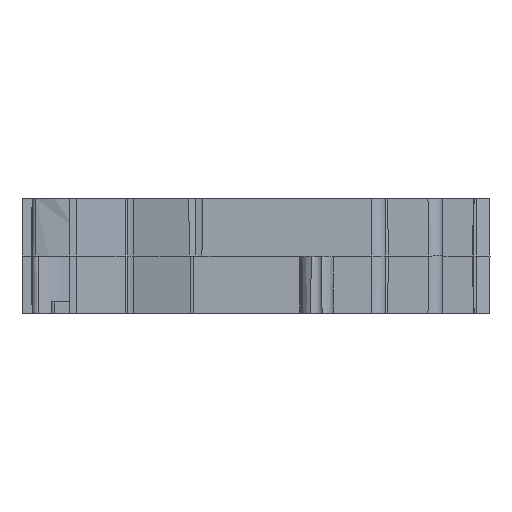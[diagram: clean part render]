
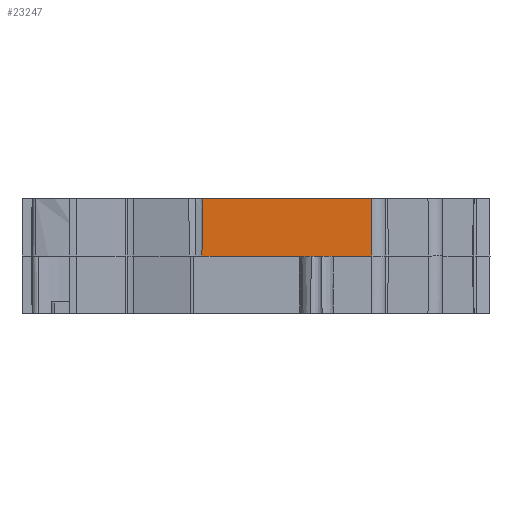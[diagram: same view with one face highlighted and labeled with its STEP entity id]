
A CAD part, left-side view. The second image highlights one B-rep face of the part: STEP entity #23247.
In plain terms, the highlighted planar face has unit normal (-1, 0, 0.009).
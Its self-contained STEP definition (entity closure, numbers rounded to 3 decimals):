
#472 = CARTESIAN_POINT ( 'NONE',  ( -47.2, -23.1, 0. ) ) ;
#834 = LINE ( 'NONE', #7559, #51913 ) ;
#1818 = DIRECTION ( 'NONE',  ( 0., -1., 0. ) ) ;
#3665 = DIRECTION ( 'NONE',  ( -1., 0., 0.009 ) ) ;
#4066 = VECTOR ( 'NONE', #1818, 1000. ) ;
#4911 = CARTESIAN_POINT ( 'NONE',  ( -47.198, -23.102, 0.278 ) ) ;
#6558 = DIRECTION ( 'NONE',  ( 0., -1., 0. ) ) ;
#7559 = CARTESIAN_POINT ( 'NONE',  ( -47.2, -55., 0. ) ) ;
#9542 = DIRECTION ( 'NONE',  ( 0.009, -0.009, 1. ) ) ;
#10429 = CARTESIAN_POINT ( 'NONE',  ( -47.2, -55., 0. ) ) ;
#16216 = ORIENTED_EDGE ( 'NONE', *, *, #53669, .T. ) ;
#16981 = CARTESIAN_POINT ( 'NONE',  ( -47.2, -52.672, 0. ) ) ;
#19928 = DIRECTION ( 'NONE',  ( 0.009, 0., 1. ) ) ;
#23247 = ADVANCED_FACE ( 'NONE', ( #30537 ), #52079, .T. ) ;
#24632 = CARTESIAN_POINT ( 'NONE',  ( -47.113, -52.584, 10. ) ) ;
#27018 = CARTESIAN_POINT ( 'NONE',  ( -47.2, -42., 0. ) ) ;
#27786 = DIRECTION ( 'NONE',  ( 0.009, 0.009, 1. ) ) ;
#29128 = DIRECTION ( 'NONE',  ( 0., -1., 0. ) ) ;
#29520 = ORIENTED_EDGE ( 'NONE', *, *, #52047, .F. ) ;
#30537 = FACE_OUTER_BOUND ( 'NONE', #58925, .T. ) ;
#30880 = CARTESIAN_POINT ( 'NONE',  ( -47.2, -55., 0. ) ) ;
#33371 = VERTEX_POINT ( 'NONE', #27018 ) ;
#34496 = LINE ( 'NONE', #65995, #48933 ) ;
#39096 = CARTESIAN_POINT ( 'NONE',  ( -47.113, -55., 10. ) ) ;
#41011 = VECTOR ( 'NONE', #6558, 1000. ) ;
#41534 = LINE ( 'NONE', #10429, #49903 ) ;
#44820 = VERTEX_POINT ( 'NONE', #69872 ) ;
#45263 = EDGE_CURVE ( 'NONE', #44820, #48523, #55212, .T. ) ;
#46782 = ORIENTED_EDGE ( 'NONE', *, *, #61442, .F. ) ;
#47139 = AXIS2_PLACEMENT_3D ( 'NONE', #30880, #3665, #19928 ) ;
#48523 = VERTEX_POINT ( 'NONE', #16981 ) ;
#48933 = VECTOR ( 'NONE', #27786, 1000. ) ;
#49903 = VECTOR ( 'NONE', #63123, 1000. ) ;
#51260 = CARTESIAN_POINT ( 'NONE',  ( -47.113, -23.187, 10. ) ) ;
#51913 = VECTOR ( 'NONE', #29128, 1000. ) ;
#52047 = EDGE_CURVE ( 'NONE', #65158, #59986, #53326, .T. ) ;
#52079 = PLANE ( 'NONE',  #47139 ) ;
#53326 = LINE ( 'NONE', #4911, #62007 ) ;
#53556 = VERTEX_POINT ( 'NONE', #24632 ) ;
#53669 = EDGE_CURVE ( 'NONE', #65158, #33371, #834, .T. ) ;
#55212 = LINE ( 'NONE', #66218, #4066 ) ;
#56358 = EDGE_CURVE ( 'NONE', #33371, #44820, #41534, .T. ) ;
#57241 = ORIENTED_EDGE ( 'NONE', *, *, #59622, .T. ) ;
#58925 = EDGE_LOOP ( 'NONE', ( #16216, #66790, #64948, #57241, #46782, #29520 ) ) ;
#59607 = LINE ( 'NONE', #39096, #41011 ) ;
#59622 = EDGE_CURVE ( 'NONE', #48523, #53556, #34496, .T. ) ;
#59986 = VERTEX_POINT ( 'NONE', #51260 ) ;
#61442 = EDGE_CURVE ( 'NONE', #59986, #53556, #59607, .T. ) ;
#62007 = VECTOR ( 'NONE', #9542, 1000. ) ;
#63123 = DIRECTION ( 'NONE',  ( 0., -1., 0. ) ) ;
#64948 = ORIENTED_EDGE ( 'NONE', *, *, #45263, .T. ) ;
#65158 = VERTEX_POINT ( 'NONE', #472 ) ;
#65995 = CARTESIAN_POINT ( 'NONE',  ( -47.2, -52.672, -0.02 ) ) ;
#66218 = CARTESIAN_POINT ( 'NONE',  ( -47.2, -55., 0. ) ) ;
#66790 = ORIENTED_EDGE ( 'NONE', *, *, #56358, .T. ) ;
#69872 = CARTESIAN_POINT ( 'NONE',  ( -47.2, -44., 0. ) ) ;
